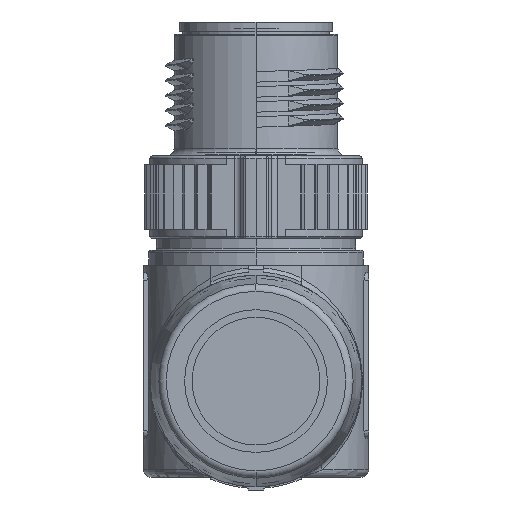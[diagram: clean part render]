
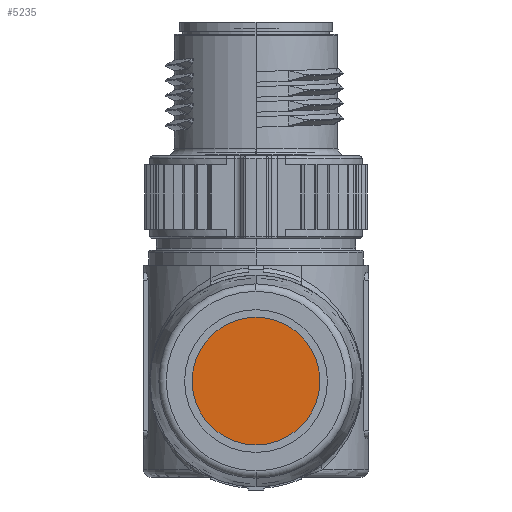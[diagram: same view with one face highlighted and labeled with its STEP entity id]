
A CAD part, front view. The second image highlights one B-rep face of the part: STEP entity #5235.
In plain terms, the highlighted planar face has unit normal (0, -1, 0).
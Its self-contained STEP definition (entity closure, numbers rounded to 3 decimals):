
#1671 = DIRECTION ( 'NONE',  ( 0., 0., 1. ) ) ;
#3241 = EDGE_CURVE ( 'NONE', #16028, #19936, #13776, .T. ) ;
#3270 = DIRECTION ( 'NONE',  ( 1., 0., 0. ) ) ;
#3493 = AXIS2_PLACEMENT_3D ( 'NONE', #11970, #18602, #3270 ) ;
#3793 = CARTESIAN_POINT ( 'NONE',  ( 0., -239.2, -10.75 ) ) ;
#4469 = AXIS2_PLACEMENT_3D ( 'NONE', #9941, #12006, #1671 ) ;
#4946 = EDGE_LOOP ( 'NONE', ( #15694, #9180 ) ) ;
#5235 = ADVANCED_FACE ( 'NONE', ( #6979 ), #13601, .F. ) ;
#6538 = CIRCLE ( 'NONE', #4469, 4.25 ) ;
#6979 = FACE_OUTER_BOUND ( 'NONE', #4946, .T. ) ;
#7884 = DIRECTION ( 'NONE',  ( 0., 1., 0. ) ) ;
#9180 = ORIENTED_EDGE ( 'NONE', *, *, #3241, .F. ) ;
#9941 = CARTESIAN_POINT ( 'NONE',  ( 0., -239.2, -15. ) ) ;
#10978 = AXIS2_PLACEMENT_3D ( 'NONE', #16156, #7884, #12992 ) ;
#11970 = CARTESIAN_POINT ( 'NONE',  ( 0., -239.2, -15. ) ) ;
#12006 = DIRECTION ( 'NONE',  ( 0., 1., 0. ) ) ;
#12992 = DIRECTION ( 'NONE',  ( 0., 0., -1. ) ) ;
#13601 = PLANE ( 'NONE',  #3493 ) ;
#13776 = CIRCLE ( 'NONE', #10978, 4.25 ) ;
#15694 = ORIENTED_EDGE ( 'NONE', *, *, #20745, .F. ) ;
#16028 = VERTEX_POINT ( 'NONE', #16731 ) ;
#16156 = CARTESIAN_POINT ( 'NONE',  ( 0., -239.2, -15. ) ) ;
#16731 = CARTESIAN_POINT ( 'NONE',  ( 0., -239.2, -19.25 ) ) ;
#18602 = DIRECTION ( 'NONE',  ( 0., 1., 0. ) ) ;
#19936 = VERTEX_POINT ( 'NONE', #3793 ) ;
#20745 = EDGE_CURVE ( 'NONE', #19936, #16028, #6538, .T. ) ;
